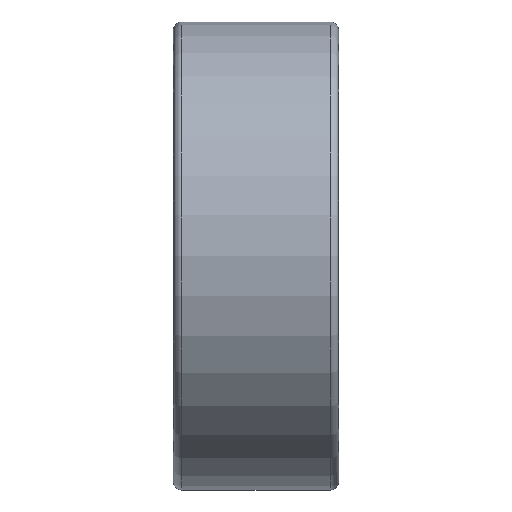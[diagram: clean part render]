
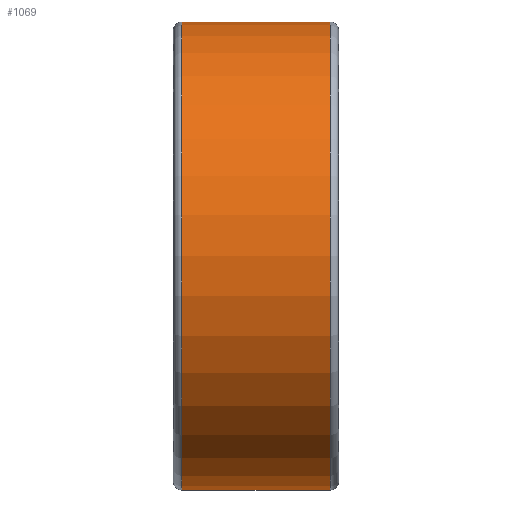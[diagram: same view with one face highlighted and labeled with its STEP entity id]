
A CAD part, top view. The second image highlights one B-rep face of the part: STEP entity #1069.
In plain terms, the highlighted cylindrical face has radius 8.5 mm (diameter 17 mm), a partial arc.
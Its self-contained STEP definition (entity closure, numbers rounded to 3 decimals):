
#1069=ADVANCED_FACE('',(#2367),#2368,.T.);
#2367=FACE_OUTER_BOUND('',#3891,.T.);
#2368=CYLINDRICAL_SURFACE('',#3892,8.5);
#3891=EDGE_LOOP('',(#7221,#7222,#7223,#7224));
#3892=AXIS2_PLACEMENT_3D('',#7225,#7226,#7227);
#7221=ORIENTED_EDGE('',*,*,#9502,.T.);
#7222=ORIENTED_EDGE('',*,*,#10346,.F.);
#7223=ORIENTED_EDGE('',*,*,#9504,.T.);
#7224=ORIENTED_EDGE('',*,*,#10344,.T.);
#7225=CARTESIAN_POINT('',(0.,0.0,0.0));
#7226=DIRECTION('',(1.0,0.0,0.0));
#7227=DIRECTION('',(0.0,1.0,0.));
#9502=EDGE_CURVE('',#11570,#11561,#11571,.T.);
#9504=EDGE_CURVE('',#11564,#11572,#11574,.T.);
#10344=EDGE_CURVE('',#11572,#11570,#12784,.T.);
#10346=EDGE_CURVE('',#11564,#11561,#12786,.T.);
#11561=VERTEX_POINT('',#15657);
#11564=VERTEX_POINT('',#15660);
#11570=VERTEX_POINT('',#15666);
#11571=LINE('',#15667,#15668);
#11572=VERTEX_POINT('',#15669);
#11574=LINE('',#15671,#15672);
#12784=CIRCLE('',#17686,8.5);
#12786=CIRCLE('',#17688,8.5);
#15657=CARTESIAN_POINT('',(-2.7,8.5,0.));
#15660=CARTESIAN_POINT('',(-2.7,-8.5,0.));
#15666=CARTESIAN_POINT('',(2.7,8.5,0.));
#15667=CARTESIAN_POINT('',(0.,8.5,0.));
#15668=VECTOR('',#19732,1.0);
#15669=CARTESIAN_POINT('',(2.7,-8.5,0.));
#15671=CARTESIAN_POINT('',(0.,-8.5,0.));
#15672=VECTOR('',#19736,1.0);
#17686=AXIS2_PLACEMENT_3D('',#20484,#20485,#20486);
#17688=AXIS2_PLACEMENT_3D('',#20487,#20488,#20489);
#19732=DIRECTION('',(-1.0,0.0,0.0));
#19736=DIRECTION('',(1.0,0.0,0.0));
#20484=CARTESIAN_POINT('',(2.7,0.0,0.0));
#20485=DIRECTION('',(-1.0,0.0,0.0));
#20486=DIRECTION('',(0.0,1.0,0.));
#20487=CARTESIAN_POINT('',(-2.7,0.0,0.0));
#20488=DIRECTION('',(-1.0,0.0,0.0));
#20489=DIRECTION('',(0.0,1.0,0.));
